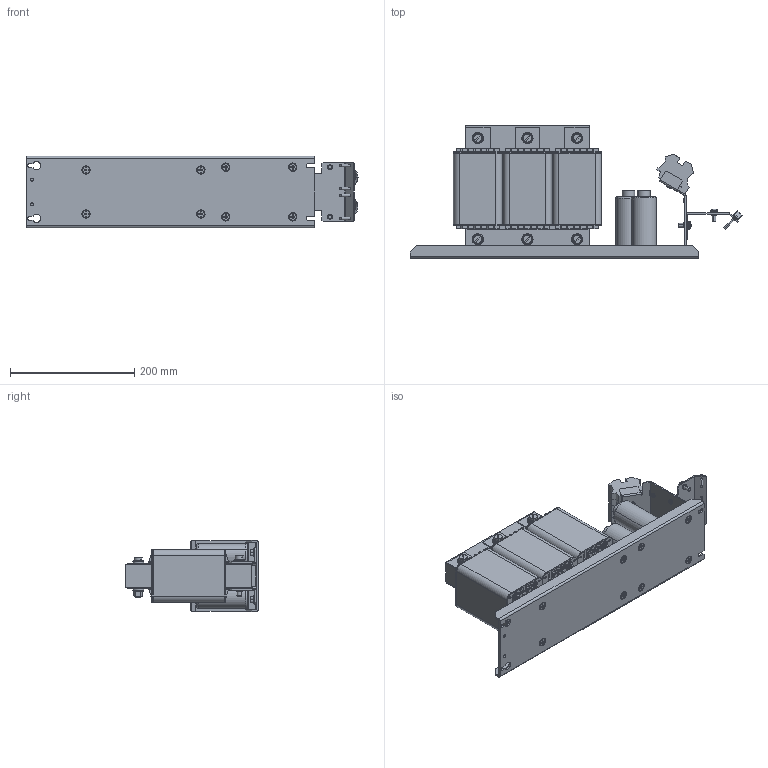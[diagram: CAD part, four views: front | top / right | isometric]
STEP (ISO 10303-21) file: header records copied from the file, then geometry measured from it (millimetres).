
FILE_DESCRIPTION (( 'STEP AP214' ), '1' );
FILE_NAME ('B 1002049.STEP', '2014-04-24T10:41:38', ( '' ), ( '' ), 'SwSTEP 2.0', 'SolidWorks 2012', '' );
FILE_SCHEMA (( 'AUTOMOTIVE_DESIGN' ));
Length unit declared in the file: millimetre
Products named in the file (24): pan head cross collar screw_din_DIN 967 - M4 x 25 - Z --- 23.6N; countersunk flat head cross recess screw_din_ISO 7046-1 - M6 x 12 - Z --- 12N; plain washer grade a_din_Washer DIN 125 - A 6.4; hex nut gradec_din_Hexagon Nut ISO 4034 - M8 - N; plain washer grade a_din_Washer DIN 125 - A 8.4; hex nut gradec_din_Hexagon Nut ISO 4034 - M6 - N; serrated lock washer 1_din_DIN 6798-A6.4; pan head cross recess screw_din_ISO 7045 - M6 x 16 - Z --- 16N; M8x60-DIN84; +927643-0001; +1126-0009; +3810-0082; WDU 16N beige +2210-0079; #050-0935; #050-0971; #060-0433; #040-1305_Gewindet》e M6 und M8; #040-1304_Gewindet》e M6; TS35x72; WickelUI120_41_1oD; UI120-41oD; D57a; Kern B 1002049; B 1002049
Assembly tree (83 placements, depth 2):
  B 1002049
    Kern B 1002049
    D57a  x6
    UI120-41oD  x3
    WickelUI120_41_1oD  x3
    TS35x72
    #040-1304_Gewindet》e M6
    #040-1305_Gewindet》e M6 und M8
    #060-0433
    #050-0971
    #050-0935
    WDU 16N beige +2210-0079  x6
    +3810-0082  x3
    +1126-0009  x9
    +927643-0001  x2
    M8x60-DIN84  x6
    pan head cross recess screw_din_ISO 7045 - M6 x 16 - Z --- 16N  x4
    serrated lock washer 1_din_DIN 6798-A6.4  x3
    hex nut gradec_din_Hexagon Nut ISO 4034 - M6 - N  x3
    plain washer grade a_din_Washer DIN 125 - A 8.4  x9
    hex nut gradec_din_Hexagon Nut ISO 4034 - M8 - N  x3
    plain washer grade a_din_Washer DIN 125 - A 6.4  x4
    countersunk flat head cross recess screw_din_ISO 7046-1 - M6 x 12 - Z --- 12N  x8
    pan head cross collar screw_din_DIN 967 - M4 x 25 - Z --- 23.6N  x4
Bounding box: 535.15 x 213.5 x 115 mm (x, y, z)
Volume: 3812548.7 mm3; surface area: 1021571.5 mm2
Topology: 85 solids, 85 shells, 3730 faces, 9180 edges, 5606 vertices
Faces by surface type: plane 1780, cylinder 1240, torus 340, cone 234, bspline 120, sphere 16
Entity records: 46502 total; most frequent: CARTESIAN_POINT 8931, DIRECTION 7877, ORIENTED_EDGE 7322, EDGE_CURVE 3661, AXIS2_PLACEMENT_3D 2839, VERTEX_POINT 2261, VECTOR 2199, LINE 2199
